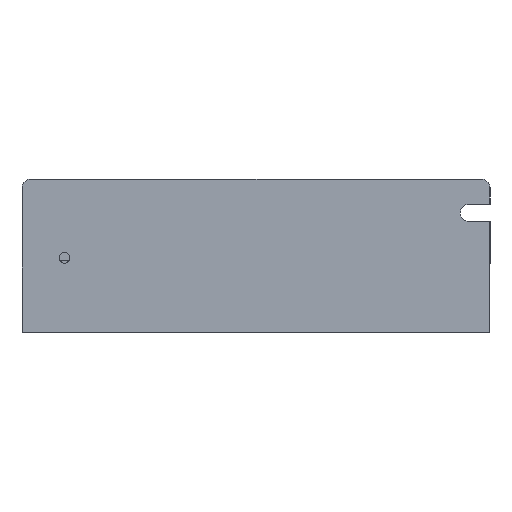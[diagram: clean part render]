
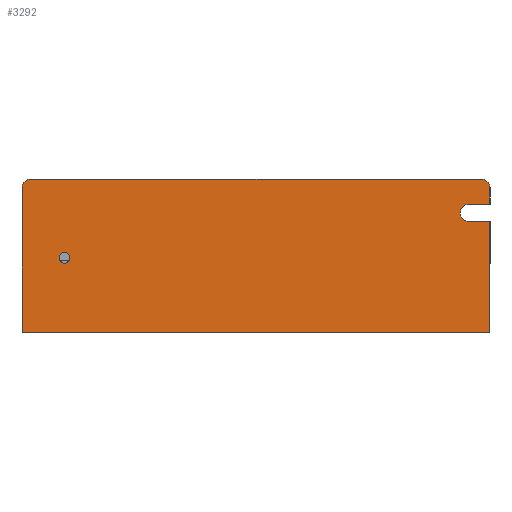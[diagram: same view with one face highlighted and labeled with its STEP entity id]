
A CAD part, top view. The second image highlights one B-rep face of the part: STEP entity #3292.
In plain terms, the highlighted planar face has unit normal (0, 0, 1).
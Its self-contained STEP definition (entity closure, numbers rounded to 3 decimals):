
#73 = EDGE_CURVE ( 'NONE', #4000, #2916, #3154, .T. ) ;
#140 = VECTOR ( 'NONE', #2326, 1000. ) ;
#169 = CIRCLE ( 'NONE', #235, 2. ) ;
#183 = DIRECTION ( 'NONE',  ( -1., 0., 0. ) ) ;
#220 = CARTESIAN_POINT ( 'NONE',  ( 110., 0., 0. ) ) ;
#235 = AXIS2_PLACEMENT_3D ( 'NONE', #2622, #2264, #926 ) ;
#278 = DIRECTION ( 'NONE',  ( -1., 0., 0. ) ) ;
#324 = CIRCLE ( 'NONE', #3858, 1.25 ) ;
#350 = DIRECTION ( 'NONE',  ( -1., 0., 0. ) ) ;
#445 = FACE_BOUND ( 'NONE', #1250, .T. ) ;
#455 = DIRECTION ( 'NONE',  ( 0., -1., 0. ) ) ;
#457 = CARTESIAN_POINT ( 'NONE',  ( 115., 30.097, 0. ) ) ;
#509 = EDGE_CURVE ( 'NONE', #2572, #896, #1274, .T. ) ;
#598 = ORIENTED_EDGE ( 'NONE', *, *, #2231, .T. ) ;
#652 = FACE_OUTER_BOUND ( 'NONE', #4361, .T. ) ;
#691 = ORIENTED_EDGE ( 'NONE', *, *, #2434, .T. ) ;
#896 = VERTEX_POINT ( 'NONE', #1817 ) ;
#926 = DIRECTION ( 'NONE',  ( -1., 0., 0. ) ) ;
#1005 = LINE ( 'NONE', #1447, #2168 ) ;
#1010 = CARTESIAN_POINT ( 'NONE',  ( 105., 30.097, 0. ) ) ;
#1017 = CARTESIAN_POINT ( 'NONE',  ( 0., 36., 0. ) ) ;
#1029 = VERTEX_POINT ( 'NONE', #3991 ) ;
#1061 = VECTOR ( 'NONE', #3151, 1000. ) ;
#1080 = ORIENTED_EDGE ( 'NONE', *, *, #3985, .T. ) ;
#1081 = DIRECTION ( 'NONE',  ( 0., 0., 1. ) ) ;
#1174 = EDGE_CURVE ( 'NONE', #2070, #2593, #3928, .T. ) ;
#1203 = CARTESIAN_POINT ( 'NONE',  ( 103., 28.097, 0. ) ) ;
#1250 = EDGE_LOOP ( 'NONE', ( #2239, #4102 ) ) ;
#1274 = LINE ( 'NONE', #457, #2910 ) ;
#1330 = DIRECTION ( 'NONE',  ( 1., 0., 0. ) ) ;
#1412 = VERTEX_POINT ( 'NONE', #1203 ) ;
#1415 = ORIENTED_EDGE ( 'NONE', *, *, #2096, .F. ) ;
#1447 = CARTESIAN_POINT ( 'NONE',  ( 110., 36., 0. ) ) ;
#1549 = LINE ( 'NONE', #3320, #1658 ) ;
#1565 = DIRECTION ( 'NONE',  ( 0., 0., 1. ) ) ;
#1597 = ORIENTED_EDGE ( 'NONE', *, *, #73, .F. ) ;
#1608 = CIRCLE ( 'NONE', #2507, 2. ) ;
#1658 = VECTOR ( 'NONE', #4329, 1000. ) ;
#1700 = DIRECTION ( 'NONE',  ( 0., 0., -1. ) ) ;
#1754 = CARTESIAN_POINT ( 'NONE',  ( 10., 17.5, 0. ) ) ;
#1817 = CARTESIAN_POINT ( 'NONE',  ( 110., 30.097, 0. ) ) ;
#1822 = CARTESIAN_POINT ( 'NONE',  ( 0., 0., 0. ) ) ;
#1924 = VERTEX_POINT ( 'NONE', #3159 ) ;
#1983 = CARTESIAN_POINT ( 'NONE',  ( 2., 34., 0. ) ) ;
#1992 = AXIS2_PLACEMENT_3D ( 'NONE', #2689, #1700, #2025 ) ;
#2025 = DIRECTION ( 'NONE',  ( -1., 0., 0. ) ) ;
#2070 = VERTEX_POINT ( 'NONE', #3281 ) ;
#2096 = EDGE_CURVE ( 'NONE', #2070, #3064, #1549, .T. ) ;
#2100 = VECTOR ( 'NONE', #278, 1000. ) ;
#2137 = CARTESIAN_POINT ( 'NONE',  ( 0., 34., 0. ) ) ;
#2164 = CIRCLE ( 'NONE', #1992, 2. ) ;
#2168 = VECTOR ( 'NONE', #455, 1000. ) ;
#2214 = CIRCLE ( 'NONE', #2956, 2. ) ;
#2231 = EDGE_CURVE ( 'NONE', #4000, #3415, #1608, .T. ) ;
#2239 = ORIENTED_EDGE ( 'NONE', *, *, #3546, .F. ) ;
#2252 = CARTESIAN_POINT ( 'NONE',  ( 2., 36., 0. ) ) ;
#2264 = DIRECTION ( 'NONE',  ( 0., 0., 1. ) ) ;
#2298 = EDGE_CURVE ( 'NONE', #2593, #1412, #2164, .T. ) ;
#2322 = DIRECTION ( 'NONE',  ( 0., 0., 1. ) ) ;
#2323 = CARTESIAN_POINT ( 'NONE',  ( 115., 26.097, 0. ) ) ;
#2326 = DIRECTION ( 'NONE',  ( 0., -1., 0. ) ) ;
#2434 = EDGE_CURVE ( 'NONE', #3415, #1924, #4016, .T. ) ;
#2486 = VERTEX_POINT ( 'NONE', #3777 ) ;
#2507 = AXIS2_PLACEMENT_3D ( 'NONE', #1983, #2322, #2655 ) ;
#2538 = CARTESIAN_POINT ( 'NONE',  ( 105., 28.097, 0. ) ) ;
#2554 = CARTESIAN_POINT ( 'NONE',  ( 108., 36., 0. ) ) ;
#2572 = VERTEX_POINT ( 'NONE', #1010 ) ;
#2593 = VERTEX_POINT ( 'NONE', #2726 ) ;
#2604 = ORIENTED_EDGE ( 'NONE', *, *, #2298, .T. ) ;
#2622 = CARTESIAN_POINT ( 'NONE',  ( 108., 34., 0. ) ) ;
#2652 = ORIENTED_EDGE ( 'NONE', *, *, #509, .T. ) ;
#2655 = DIRECTION ( 'NONE',  ( -1., 0., 0. ) ) ;
#2689 = CARTESIAN_POINT ( 'NONE',  ( 105., 28.097, 0. ) ) ;
#2719 = VERTEX_POINT ( 'NONE', #3157 ) ;
#2726 = CARTESIAN_POINT ( 'NONE',  ( 105., 26.097, 0. ) ) ;
#2813 = LINE ( 'NONE', #1822, #1061 ) ;
#2830 = DIRECTION ( 'NONE',  ( 1., 0., 0. ) ) ;
#2910 = VECTOR ( 'NONE', #2830, 1000. ) ;
#2916 = VERTEX_POINT ( 'NONE', #2554 ) ;
#2918 = CARTESIAN_POINT ( 'NONE',  ( 10., 17.5, 0. ) ) ;
#2928 = CIRCLE ( 'NONE', #4184, 1.25 ) ;
#2956 = AXIS2_PLACEMENT_3D ( 'NONE', #2538, #3599, #183 ) ;
#3064 = VERTEX_POINT ( 'NONE', #220 ) ;
#3095 = DIRECTION ( 'NONE',  ( 0., 0., -1. ) ) ;
#3151 = DIRECTION ( 'NONE',  ( 1., 0., 0. ) ) ;
#3154 = LINE ( 'NONE', #1017, #4166 ) ;
#3157 = CARTESIAN_POINT ( 'NONE',  ( 8.75, 17.5, 0. ) ) ;
#3159 = CARTESIAN_POINT ( 'NONE',  ( 0., 0., 0. ) ) ;
#3179 = AXIS2_PLACEMENT_3D ( 'NONE', #3755, #3095, #350 ) ;
#3281 = CARTESIAN_POINT ( 'NONE',  ( 110., 26.097, 0. ) ) ;
#3292 = ADVANCED_FACE ( 'NONE', ( #445, #652 ), #3427, .F. ) ;
#3320 = CARTESIAN_POINT ( 'NONE',  ( 110., 36., 0. ) ) ;
#3415 = VERTEX_POINT ( 'NONE', #2137 ) ;
#3427 = PLANE ( 'NONE',  #3179 ) ;
#3472 = DIRECTION ( 'NONE',  ( 1., 0., 0. ) ) ;
#3475 = ORIENTED_EDGE ( 'NONE', *, *, #3807, .F. ) ;
#3545 = DIRECTION ( 'NONE',  ( 1., 0., 0. ) ) ;
#3546 = EDGE_CURVE ( 'NONE', #2486, #2719, #2928, .T. ) ;
#3599 = DIRECTION ( 'NONE',  ( 0., 0., -1. ) ) ;
#3700 = CARTESIAN_POINT ( 'NONE',  ( 0., 36., 0. ) ) ;
#3755 = CARTESIAN_POINT ( 'NONE',  ( 0., 36., 0. ) ) ;
#3777 = CARTESIAN_POINT ( 'NONE',  ( 11.25, 17.5, 0. ) ) ;
#3784 = ORIENTED_EDGE ( 'NONE', *, *, #1174, .T. ) ;
#3807 = EDGE_CURVE ( 'NONE', #1029, #896, #1005, .T. ) ;
#3850 = EDGE_CURVE ( 'NONE', #1924, #3064, #2813, .T. ) ;
#3858 = AXIS2_PLACEMENT_3D ( 'NONE', #1754, #1081, #3472 ) ;
#3928 = LINE ( 'NONE', #2323, #2100 ) ;
#3937 = EDGE_CURVE ( 'NONE', #1412, #2572, #2214, .T. ) ;
#3938 = ORIENTED_EDGE ( 'NONE', *, *, #3937, .T. ) ;
#3965 = ORIENTED_EDGE ( 'NONE', *, *, #3850, .T. ) ;
#3985 = EDGE_CURVE ( 'NONE', #1029, #2916, #169, .T. ) ;
#3991 = CARTESIAN_POINT ( 'NONE',  ( 110., 34., 0. ) ) ;
#4000 = VERTEX_POINT ( 'NONE', #2252 ) ;
#4016 = LINE ( 'NONE', #3700, #140 ) ;
#4076 = EDGE_CURVE ( 'NONE', #2719, #2486, #324, .T. ) ;
#4102 = ORIENTED_EDGE ( 'NONE', *, *, #4076, .F. ) ;
#4166 = VECTOR ( 'NONE', #1330, 1000. ) ;
#4184 = AXIS2_PLACEMENT_3D ( 'NONE', #2918, #1565, #3545 ) ;
#4329 = DIRECTION ( 'NONE',  ( 0., -1., 0. ) ) ;
#4361 = EDGE_LOOP ( 'NONE', ( #3475, #1080, #1597, #598, #691, #3965, #1415, #3784, #2604, #3938, #2652 ) ) ;
